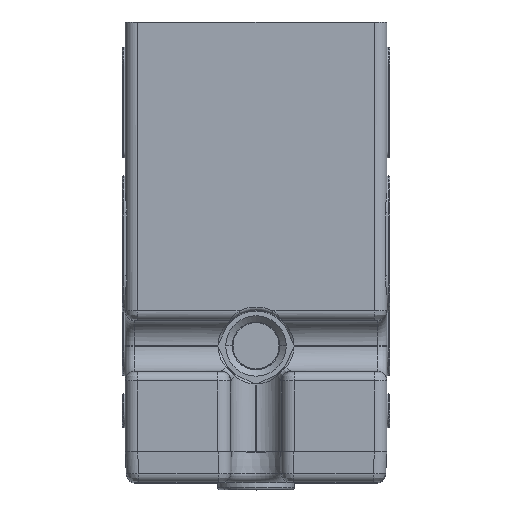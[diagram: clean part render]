
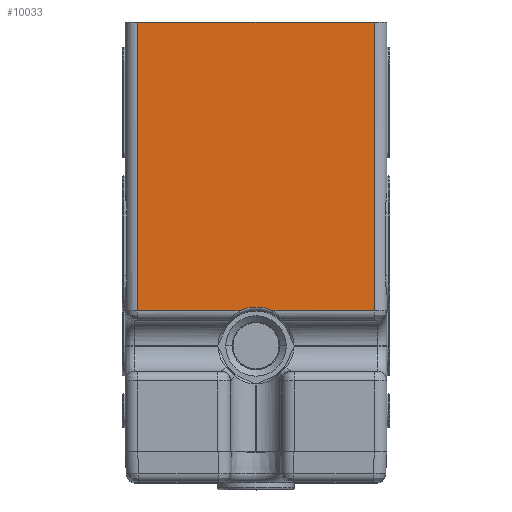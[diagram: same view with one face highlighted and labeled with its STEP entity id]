
A CAD part, top view. The second image highlights one B-rep face of the part: STEP entity #10033.
In plain terms, the highlighted planar face has unit normal (0, 0, 1).
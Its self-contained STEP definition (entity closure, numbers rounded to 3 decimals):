
#735=CARTESIAN_POINT('',(1.364,11.307,18.));
#763=CARTESIAN_POINT('',(0.,8.5,18.));
#764=DIRECTION('',(0.,0.,-1.));
#765=DIRECTION('',(-0.437,0.899,0.));
#766=AXIS2_PLACEMENT_3D('',#763,#764,#765);
#768=DIRECTION('',(-1.,0.,0.));
#769=VECTOR('',#768,8.136);
#770=CARTESIAN_POINT('',(-1.364,11.307,18.));
#771=LINE('',#770,#769);
#772=DIRECTION('',(1.,0.,0.));
#773=VECTOR('',#772,19.);
#774=CARTESIAN_POINT('',(-9.5,34.5,18.));
#775=LINE('',#774,#773);
#776=DIRECTION('',(1.,0.,0.));
#777=VECTOR('',#776,8.136);
#778=CARTESIAN_POINT('',(1.364,11.307,18.));
#779=LINE('',#778,#777);
#970=DIRECTION('',(0.,-1.,0.));
#971=VECTOR('',#970,23.193);
#972=CARTESIAN_POINT('',(-9.5,34.5,18.));
#973=LINE('',#972,#971);
#1722=DIRECTION('',(0.,1.,0.));
#1723=VECTOR('',#1722,23.193);
#1724=CARTESIAN_POINT('',(9.5,11.307,18.));
#1725=LINE('',#1724,#1723);
#7668=CARTESIAN_POINT('',(9.5,34.5,18.));
#7670=VERTEX_POINT('',#7668);
#7675=CARTESIAN_POINT('',(-9.5,34.5,18.));
#7677=VERTEX_POINT('',#7675);
#7734=CARTESIAN_POINT('',(9.5,11.307,18.));
#7735=VERTEX_POINT('',#7734);
#7736=CARTESIAN_POINT('',(-9.5,11.307,18.));
#7737=VERTEX_POINT('',#7736);
#8264=VERTEX_POINT('',#735);
#8266=CARTESIAN_POINT('',(-1.364,11.307,18.));
#8267=VERTEX_POINT('',#8266);
#10016=CARTESIAN_POINT('',(-10.5,34.5,18.));
#10017=DIRECTION('',(0.,0.,1.));
#10018=DIRECTION('',(0.,-1.,0.));
#10019=AXIS2_PLACEMENT_3D('',#10016,#10017,#10018);
#10020=PLANE('',#10019);
#10021=ORIENTED_EDGE('',*,*,#10007,.F.);
#10023=ORIENTED_EDGE('',*,*,#10022,.T.);
#10025=ORIENTED_EDGE('',*,*,#10024,.F.);
#10027=ORIENTED_EDGE('',*,*,#10026,.T.);
#10029=ORIENTED_EDGE('',*,*,#10028,.F.);
#10030=ORIENTED_EDGE('',*,*,#9905,.F.);
#10031=EDGE_LOOP('',(#10021,#10023,#10025,#10027,#10029,#10030));
#10032=FACE_OUTER_BOUND('',#10031,.F.);
#10033=ADVANCED_FACE('',(#10032),#10020,.T.);
#767=CIRCLE('',#766,3.121);
#9905=EDGE_CURVE('',#8264,#7735,#779,.T.);
#10007=EDGE_CURVE('',#8267,#8264,#767,.T.);
#10022=EDGE_CURVE('',#8267,#7737,#771,.T.);
#10024=EDGE_CURVE('',#7677,#7737,#973,.T.);
#10026=EDGE_CURVE('',#7677,#7670,#775,.T.);
#10028=EDGE_CURVE('',#7735,#7670,#1725,.T.);
